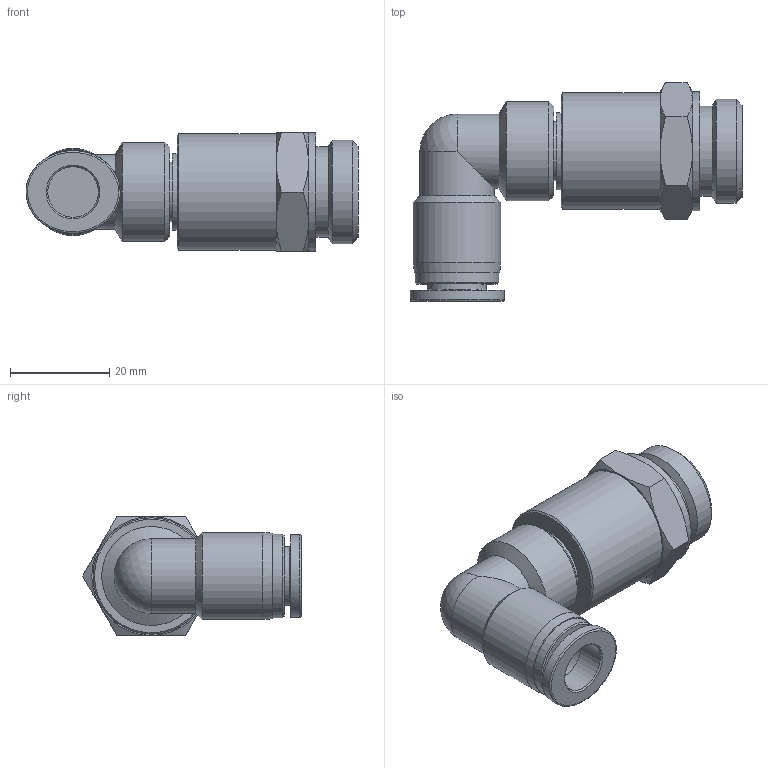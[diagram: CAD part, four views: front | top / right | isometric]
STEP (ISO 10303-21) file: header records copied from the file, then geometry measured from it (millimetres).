
FILE_DESCRIPTION((''),'2;1');
FILE_NAME('NHRL 10-G04.stp','2016-07-08T15:59:50',('Administrator'),(''),'Autodesk Inventor 2013','Autodesk Inventor 2013','');
FILE_SCHEMA(('CONFIG_CONTROL_DESIGN'));
Length unit declared in the file: millimetre
Products named in the file (5): NHRL 10-G04; HOUSING H12-G04; COUPLING-10H; NHRL BODY-10H; SLEEVE N10L
Assembly tree (4 placements, depth 2):
  NHRL 10-G04
    HOUSING H12-G04
    COUPLING-10H
    NHRL BODY-10H
    SLEEVE N10L
Bounding box: 67 x 44.16 x 24 mm (x, y, z)
Volume: 24814.7 mm3; surface area: 8605.7 mm2
Topology: 4 solids, 4 shells, 62 faces, 114 edges, 67 vertices
Faces by surface type: cone 23, plane 21, cylinder 14, bspline 2, torus 1, sphere 1
Full cylindrical faces by diameter (mm): 10.2 x2, 11.9 x1, 12 x1, 15 x2, 15.5 x1, 16.9 x1, 17.6 x1, 18.2 x1, 20 x1, 20.96 x1, 23.5 x1, 24 x1
Entity records: 1582 total; most frequent: CARTESIAN_POINT 386, DIRECTION 248, ORIENTED_EDGE 168, AXIS2_PLACEMENT_3D 121, EDGE_LOOP 98, EDGE_CURVE 84, VERTEX_POINT 64, FACE_OUTER_BOUND 62
